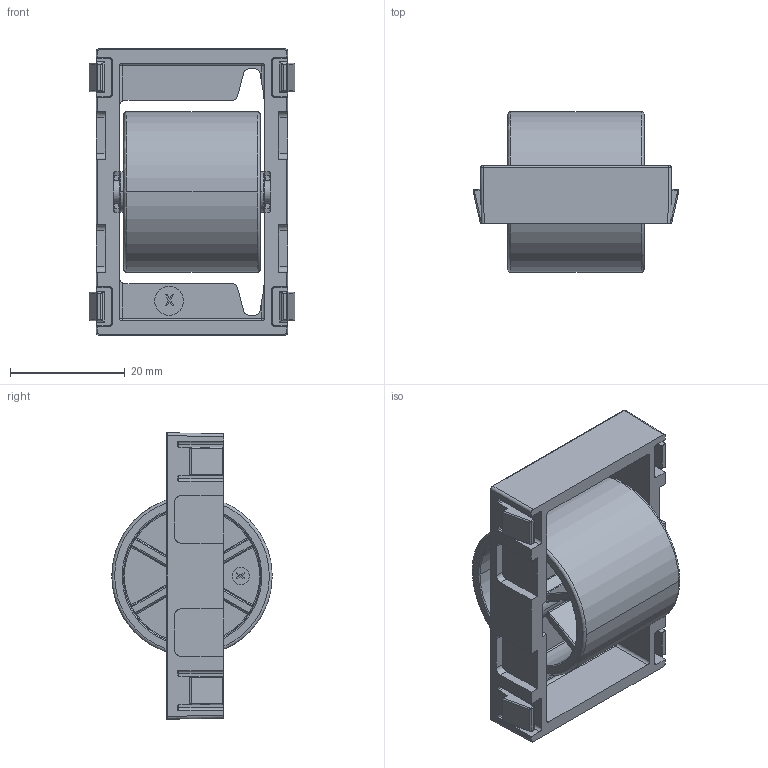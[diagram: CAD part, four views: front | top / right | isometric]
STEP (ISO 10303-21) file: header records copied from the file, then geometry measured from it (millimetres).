
FILE_DESCRIPTION (( 'STEP AP203' ), '1' );
FILE_NAME ('801150_c_1.STEP', '2023-03-16T04:48:26', ( '' ), ( '' ), 'SwSTEP 2.0', 'SolidWorks 2014', '' );
FILE_SCHEMA (( 'CONFIG_CONTROL_DESIGN' ));
Length unit declared in the file: millimetre
Products named in the file (1): 801150_c_1
Bounding box: 35.9 x 28 x 49.99 mm (x, y, z)
Volume: 11293 mm3; surface area: 13212 mm2
Topology: 3 solids, 3 shells, 744 faces, 1839 edges, 1037 vertices
Faces by surface type: cylinder 290, bspline 278, plane 172, cone 4
Entity records: 26447 total; most frequent: CARTESIAN_POINT 10693, ORIENTED_EDGE 3538, DIRECTION 3026, EDGE_CURVE 1769, AXIS2_PLACEMENT_3D 1140, VERTEX_POINT 1037, EDGE_LOOP 754, VECTOR 746
